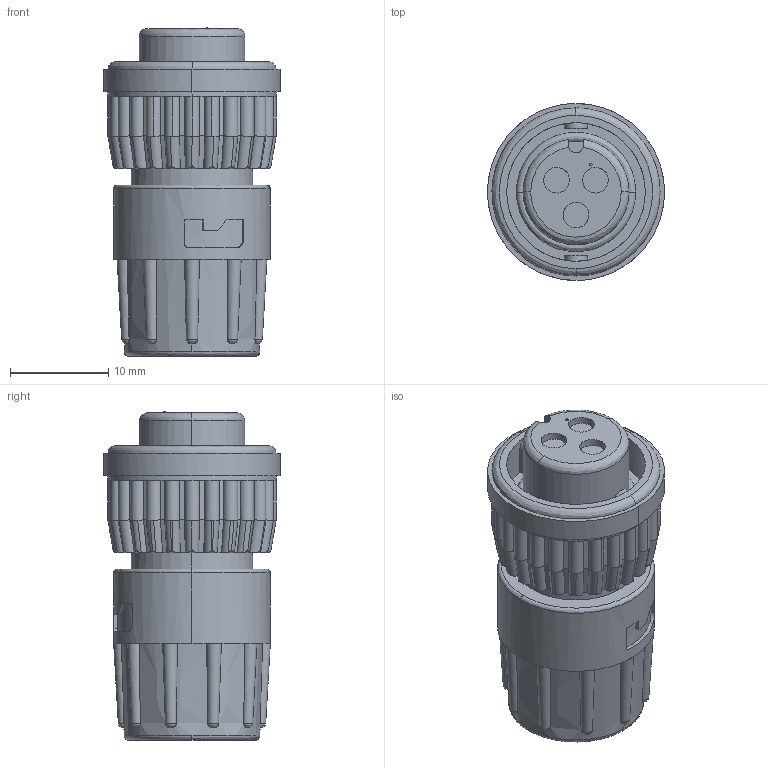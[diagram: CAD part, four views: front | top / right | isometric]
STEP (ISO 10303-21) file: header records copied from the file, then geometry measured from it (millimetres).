
FILE_DESCRIPTION (( 'STEP AP203' ), '1' );
FILE_NAME ('6382-3SG-315.STEP', '2016-06-23T15:58:21', ( '' ), ( '' ), 'SwSTEP 2.0', 'SolidWorks 2014', '' );
FILE_SCHEMA (( 'CONFIG_CONTROL_DESIGN' ));
Length unit declared in the file: inch
Products named in the file (1): 6382-3SG-315
Bounding box: 18.01 x 18.03 x 33.53 mm (x, y, z)
Volume: 5690.5 mm3; surface area: 2782.7 mm2
Topology: 1 solids, 1 shells, 317 faces, 894 edges, 592 vertices
Faces by surface type: cylinder 180, plane 73, bspline 60, cone 4
Entity records: 17754 total; most frequent: CARTESIAN_POINT 10863, ORIENTED_EDGE 1784, DIRECTION 893, EDGE_CURVE 892, VERTEX_POINT 592, B_SPLINE_CURVE_WITH_KNOTS 543, AXIS2_PLACEMENT_3D 336, EDGE_LOOP 332
